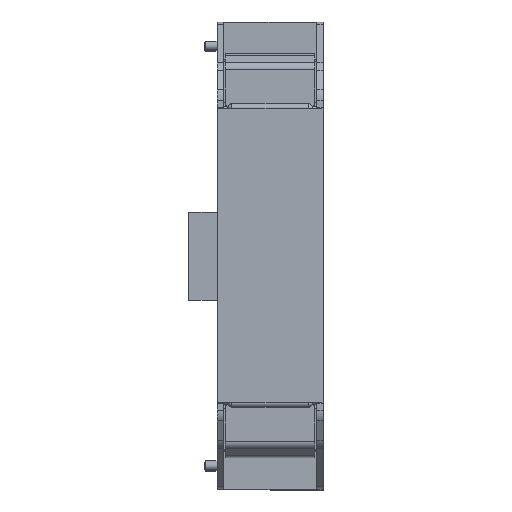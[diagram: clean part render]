
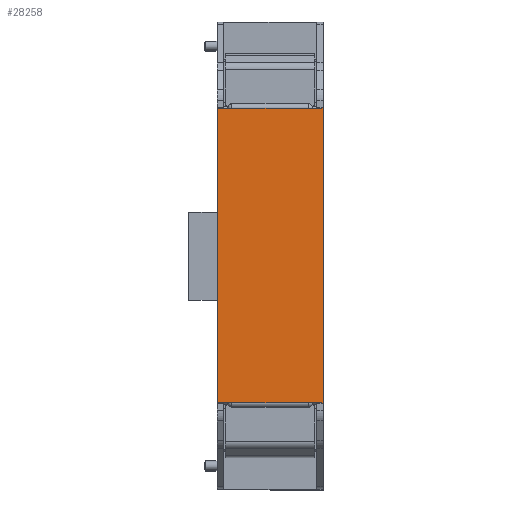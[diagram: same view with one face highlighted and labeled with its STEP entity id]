
A CAD part, top view. The second image highlights one B-rep face of the part: STEP entity #28258.
In plain terms, the highlighted planar face has unit normal (0, 0, 1).
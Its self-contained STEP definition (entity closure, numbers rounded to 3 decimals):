
#3125=DIRECTION('',(-1.,0.,0.));
#3126=VECTOR('',#3125,18.);
#3127=CARTESIAN_POINT('',(9.,-34.76,124.15));
#3128=LINE('',#3127,#3126);
#3129=DIRECTION('',(1.,0.,0.));
#3130=VECTOR('',#3129,3.5);
#3131=CARTESIAN_POINT('',(-12.5,-34.76,124.15));
#3132=LINE('',#3131,#3130);
#3133=DIRECTION('',(0.,-1.,0.));
#3134=VECTOR('',#3133,69.52);
#3135=CARTESIAN_POINT('',(-12.5,34.76,124.15));
#3136=LINE('',#3135,#3134);
#3137=DIRECTION('',(-1.,0.,0.));
#3138=VECTOR('',#3137,3.5);
#3139=CARTESIAN_POINT('',(-9.,34.76,124.15));
#3140=LINE('',#3139,#3138);
#3141=DIRECTION('',(-1.,0.,0.));
#3142=VECTOR('',#3141,18.);
#3143=CARTESIAN_POINT('',(9.,34.76,124.15));
#3144=LINE('',#3143,#3142);
#3145=DIRECTION('',(-1.,0.,0.));
#3146=VECTOR('',#3145,3.5);
#3147=CARTESIAN_POINT('',(12.5,34.76,124.15));
#3148=LINE('',#3147,#3146);
#3149=DIRECTION('',(0.,1.,0.));
#3150=VECTOR('',#3149,69.52);
#3151=CARTESIAN_POINT('',(12.5,-34.76,124.15));
#3152=LINE('',#3151,#3150);
#3153=DIRECTION('',(1.,0.,0.));
#3154=VECTOR('',#3153,3.5);
#3155=CARTESIAN_POINT('',(9.,-34.76,124.15));
#3156=LINE('',#3155,#3154);
#23182=CARTESIAN_POINT('',(-12.5,34.76,124.15));
#23183=CARTESIAN_POINT('',(-12.5,-34.76,124.15));
#23184=VERTEX_POINT('',#23182);
#23185=VERTEX_POINT('',#23183);
#23186=CARTESIAN_POINT('',(12.5,-34.76,124.15));
#23187=CARTESIAN_POINT('',(12.5,34.76,124.15));
#23188=VERTEX_POINT('',#23186);
#23189=VERTEX_POINT('',#23187);
#23194=CARTESIAN_POINT('',(9.,34.76,124.15));
#23195=CARTESIAN_POINT('',(-9.,34.76,124.15));
#23196=VERTEX_POINT('',#23194);
#23197=VERTEX_POINT('',#23195);
#23207=CARTESIAN_POINT('',(9.,-34.76,124.15));
#23209=VERTEX_POINT('',#23207);
#23211=CARTESIAN_POINT('',(-9.,-34.76,124.15));
#23213=VERTEX_POINT('',#23211);
#28238=CARTESIAN_POINT('',(0.,0.,124.15));
#28239=DIRECTION('',(0.,0.,1.));
#28240=DIRECTION('',(1.,0.,0.));
#28241=AXIS2_PLACEMENT_3D('',#28238,#28239,#28240);
#28242=PLANE('',#28241);
#28244=ORIENTED_EDGE('',*,*,#28243,.T.);
#28245=ORIENTED_EDGE('',*,*,#28194,.F.);
#28246=ORIENTED_EDGE('',*,*,#28229,.F.);
#28248=ORIENTED_EDGE('',*,*,#28247,.F.);
#28250=ORIENTED_EDGE('',*,*,#28249,.F.);
#28252=ORIENTED_EDGE('',*,*,#28251,.F.);
#28254=ORIENTED_EDGE('',*,*,#28253,.F.);
#28255=ORIENTED_EDGE('',*,*,#28206,.F.);
#28256=EDGE_LOOP('',(#28244,#28245,#28246,#28248,#28250,#28252,#28254,#28255));
#28257=FACE_OUTER_BOUND('',#28256,.F.);
#28258=ADVANCED_FACE('',(#28257),#28242,.T.);
#28194=EDGE_CURVE('',#23185,#23213,#3132,.T.);
#28206=EDGE_CURVE('',#23209,#23188,#3156,.T.);
#28229=EDGE_CURVE('',#23184,#23185,#3136,.T.);
#28243=EDGE_CURVE('',#23209,#23213,#3128,.T.);
#28247=EDGE_CURVE('',#23197,#23184,#3140,.T.);
#28249=EDGE_CURVE('',#23196,#23197,#3144,.T.);
#28251=EDGE_CURVE('',#23189,#23196,#3148,.T.);
#28253=EDGE_CURVE('',#23188,#23189,#3152,.T.);
